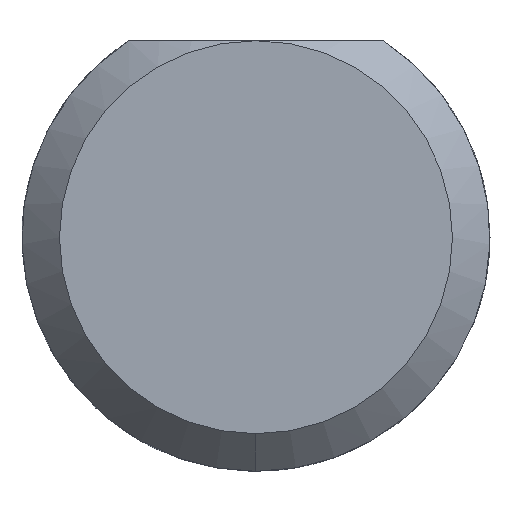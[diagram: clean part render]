
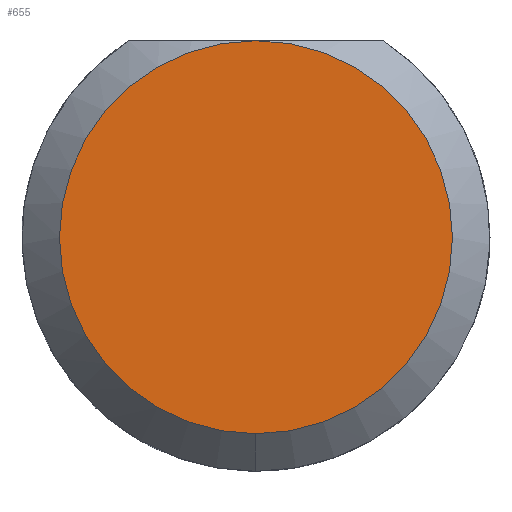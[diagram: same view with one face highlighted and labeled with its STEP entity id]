
A CAD part, left-side view. The second image highlights one B-rep face of the part: STEP entity #655.
In plain terms, the highlighted planar face has unit normal (-1, 0, 0).
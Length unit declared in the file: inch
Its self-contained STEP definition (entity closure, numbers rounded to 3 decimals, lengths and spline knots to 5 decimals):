
#1 = EDGE_CURVE ( 'NONE', #303, #577, #497, .T. ) ;
#52 = EDGE_CURVE ( 'NONE', #577, #303, #129, .T. ) ;
#129 = CIRCLE ( 'NONE', #924, 0.05235 ) ;
#146 = DIRECTION ( 'NONE',  ( -1., 0., 0. ) ) ;
#203 = DIRECTION ( 'NONE',  ( -1., 0., 0. ) ) ;
#233 = FACE_OUTER_BOUND ( 'NONE', #541, .T. ) ;
#235 = ORIENTED_EDGE ( 'NONE', *, *, #52, .T. ) ;
#263 = DIRECTION ( 'NONE',  ( 0., 0., -1. ) ) ;
#297 = DIRECTION ( 'NONE',  ( 0., 0., -1. ) ) ;
#301 = DIRECTION ( 'NONE',  ( 1., 0., 0. ) ) ;
#303 = VERTEX_POINT ( 'NONE', #518 ) ;
#333 = CARTESIAN_POINT ( 'NONE',  ( 0., 0., 0. ) ) ;
#352 = AXIS2_PLACEMENT_3D ( 'NONE', #532, #301, #814 ) ;
#497 = CIRCLE ( 'NONE', #602, 0.05235 ) ;
#518 = CARTESIAN_POINT ( 'NONE',  ( 0., 0., -0.05235 ) ) ;
#532 = CARTESIAN_POINT ( 'NONE',  ( 0., 0., 0. ) ) ;
#541 = EDGE_LOOP ( 'NONE', ( #235, #553 ) ) ;
#553 = ORIENTED_EDGE ( 'NONE', *, *, #1, .T. ) ;
#566 = CARTESIAN_POINT ( 'NONE',  ( 0., 0., 0.05235 ) ) ;
#577 = VERTEX_POINT ( 'NONE', #566 ) ;
#602 = AXIS2_PLACEMENT_3D ( 'NONE', #333, #203, #263 ) ;
#636 = CARTESIAN_POINT ( 'NONE',  ( 0., 0., 0. ) ) ;
#655 = ADVANCED_FACE ( 'NONE', ( #233 ), #886, .F. ) ;
#814 = DIRECTION ( 'NONE',  ( 0., 0., -1. ) ) ;
#886 = PLANE ( 'NONE',  #352 ) ;
#924 = AXIS2_PLACEMENT_3D ( 'NONE', #636, #146, #297 ) ;
